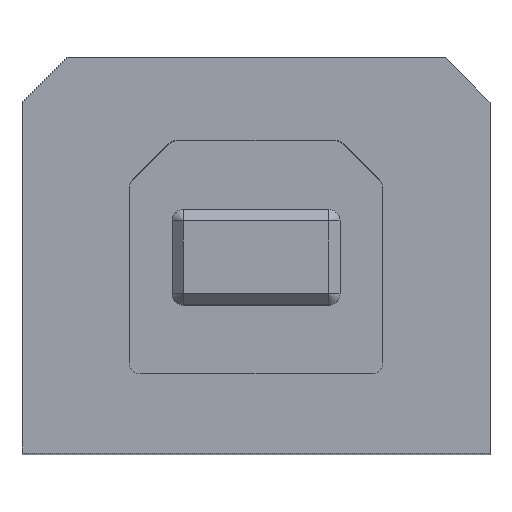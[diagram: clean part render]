
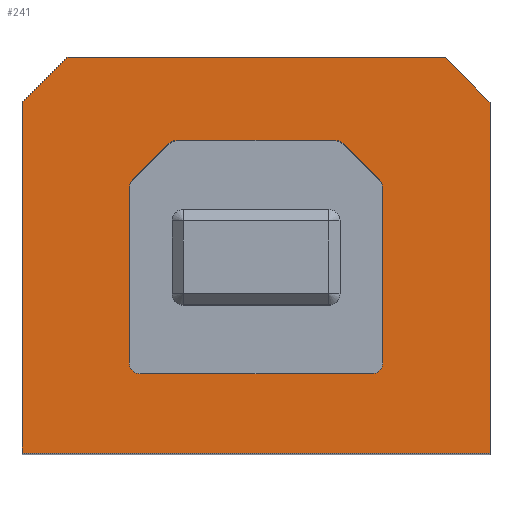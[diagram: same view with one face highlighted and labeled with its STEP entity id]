
A CAD part, top view. The second image highlights one B-rep face of the part: STEP entity #241.
In plain terms, the highlighted planar face has unit normal (0, 0, 1).
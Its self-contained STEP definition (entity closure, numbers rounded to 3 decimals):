
#107=AXIS2_PLACEMENT_3D('Plane Axis2P3D',#104,#105,#106) ;
#168=AXIS2_PLACEMENT_3D('Circle Axis2P3D',#166,#167,$) ;
#182=AXIS2_PLACEMENT_3D('Circle Axis2P3D',#180,#181,$) ;
#196=AXIS2_PLACEMENT_3D('Circle Axis2P3D',#194,#195,$) ;
#210=AXIS2_PLACEMENT_3D('Circle Axis2P3D',#208,#209,$) ;
#224=AXIS2_PLACEMENT_3D('Circle Axis2P3D',#222,#223,$) ;
#49=CARTESIAN_POINT('Vertex',(11.645,2.64,32.)) ;
#53=CARTESIAN_POINT('Control Point',(12.025,3.02,32.)) ;
#54=CARTESIAN_POINT('Control Point',(12.025,2.871,32.)) ;
#55=CARTESIAN_POINT('Control Point',(11.945,2.72,32.)) ;
#56=CARTESIAN_POINT('Control Point',(11.794,2.64,32.)) ;
#57=CARTESIAN_POINT('Control Point',(11.645,2.64,32.)) ;
#58=CARTESIAN_POINT('Vertex',(12.025,3.02,32.)) ;
#78=CARTESIAN_POINT('Line Origine',(12.025,5.929,32.)) ;
#82=CARTESIAN_POINT('Vertex',(12.025,8.838,32.)) ;
#104=CARTESIAN_POINT('Axis2P3D Location',(0.,0.,32.)) ;
#109=CARTESIAN_POINT('Line Origine',(0.,5.845,32.)) ;
#113=CARTESIAN_POINT('Vertex',(0.,11.69,32.)) ;
#115=CARTESIAN_POINT('Vertex',(0.,0.,32.)) ;
#118=CARTESIAN_POINT('Line Origine',(7.8,0.,32.)) ;
#122=CARTESIAN_POINT('Vertex',(15.6,0.,32.)) ;
#125=CARTESIAN_POINT('Line Origine',(15.6,5.845,32.)) ;
#129=CARTESIAN_POINT('Vertex',(15.6,11.69,32.)) ;
#132=CARTESIAN_POINT('Line Origine',(14.85,12.44,32.)) ;
#136=CARTESIAN_POINT('Vertex',(14.1,13.19,32.)) ;
#139=CARTESIAN_POINT('Line Origine',(7.8,13.19,32.)) ;
#143=CARTESIAN_POINT('Vertex',(1.5,13.19,32.)) ;
#146=CARTESIAN_POINT('Line Origine',(0.75,12.44,32.)) ;
#159=CARTESIAN_POINT('Line Origine',(7.8,2.64,32.)) ;
#163=CARTESIAN_POINT('Vertex',(3.955,2.64,32.)) ;
#166=CARTESIAN_POINT('Axis2P3D Location',(3.955,3.02,32.)) ;
#170=CARTESIAN_POINT('Vertex',(3.575,3.02,32.)) ;
#173=CARTESIAN_POINT('Line Origine',(3.575,5.929,32.)) ;
#177=CARTESIAN_POINT('Vertex',(3.575,8.838,32.)) ;
#180=CARTESIAN_POINT('Axis2P3D Location',(3.955,8.838,32.)) ;
#184=CARTESIAN_POINT('Vertex',(3.686,9.106,32.)) ;
#187=CARTESIAN_POINT('Line Origine',(4.288,9.708,32.)) ;
#191=CARTESIAN_POINT('Vertex',(4.889,10.309,32.)) ;
#194=CARTESIAN_POINT('Axis2P3D Location',(5.157,10.04,32.)) ;
#198=CARTESIAN_POINT('Vertex',(5.157,10.42,32.)) ;
#201=CARTESIAN_POINT('Line Origine',(7.8,10.42,32.)) ;
#205=CARTESIAN_POINT('Vertex',(10.443,10.42,32.)) ;
#208=CARTESIAN_POINT('Axis2P3D Location',(10.443,10.04,32.)) ;
#212=CARTESIAN_POINT('Vertex',(10.711,10.309,32.)) ;
#215=CARTESIAN_POINT('Line Origine',(11.312,9.708,32.)) ;
#219=CARTESIAN_POINT('Vertex',(11.914,9.106,32.)) ;
#222=CARTESIAN_POINT('Axis2P3D Location',(11.645,8.838,32.)) ;
#79=DIRECTION('Vector Direction',(0.,1.,0.)) ;
#105=DIRECTION('Axis2P3D Direction',(-0.,0.,1.)) ;
#106=DIRECTION('Axis2P3D XDirection',(1.,0.,0.)) ;
#110=DIRECTION('Vector Direction',(0.,1.,0.)) ;
#119=DIRECTION('Vector Direction',(1.,0.,0.)) ;
#126=DIRECTION('Vector Direction',(0.,-1.,0.)) ;
#133=DIRECTION('Vector Direction',(-0.707,0.707,0.)) ;
#140=DIRECTION('Vector Direction',(1.,0.,0.)) ;
#147=DIRECTION('Vector Direction',(-0.707,-0.707,0.)) ;
#160=DIRECTION('Vector Direction',(1.,0.,0.)) ;
#167=DIRECTION('Axis2P3D Direction',(-0.,0.,1.)) ;
#174=DIRECTION('Vector Direction',(0.,-1.,0.)) ;
#181=DIRECTION('Axis2P3D Direction',(-0.,0.,1.)) ;
#188=DIRECTION('Vector Direction',(0.707,0.707,0.)) ;
#195=DIRECTION('Axis2P3D Direction',(-0.,0.,1.)) ;
#202=DIRECTION('Vector Direction',(-1.,0.,0.)) ;
#209=DIRECTION('Axis2P3D Direction',(-0.,0.,1.)) ;
#216=DIRECTION('Vector Direction',(0.707,-0.707,0.)) ;
#223=DIRECTION('Axis2P3D Direction',(-0.,0.,1.)) ;
#80=VECTOR('Line Direction',#79,1.) ;
#111=VECTOR('Line Direction',#110,1.) ;
#120=VECTOR('Line Direction',#119,1.) ;
#127=VECTOR('Line Direction',#126,1.) ;
#134=VECTOR('Line Direction',#133,1.) ;
#141=VECTOR('Line Direction',#140,1.) ;
#148=VECTOR('Line Direction',#147,1.) ;
#161=VECTOR('Line Direction',#160,1.) ;
#175=VECTOR('Line Direction',#174,1.) ;
#189=VECTOR('Line Direction',#188,1.) ;
#203=VECTOR('Line Direction',#202,1.) ;
#217=VECTOR('Line Direction',#216,1.) ;
#152=ORIENTED_EDGE('',*,*,#117,.T.) ;
#153=ORIENTED_EDGE('',*,*,#124,.T.) ;
#154=ORIENTED_EDGE('',*,*,#131,.T.) ;
#155=ORIENTED_EDGE('',*,*,#138,.T.) ;
#156=ORIENTED_EDGE('',*,*,#145,.T.) ;
#157=ORIENTED_EDGE('',*,*,#150,.T.) ;
#228=ORIENTED_EDGE('',*,*,#84,.F.) ;
#229=ORIENTED_EDGE('',*,*,#60,.F.) ;
#230=ORIENTED_EDGE('',*,*,#165,.F.) ;
#231=ORIENTED_EDGE('',*,*,#172,.F.) ;
#232=ORIENTED_EDGE('',*,*,#179,.F.) ;
#233=ORIENTED_EDGE('',*,*,#186,.F.) ;
#234=ORIENTED_EDGE('',*,*,#193,.F.) ;
#235=ORIENTED_EDGE('',*,*,#200,.F.) ;
#236=ORIENTED_EDGE('',*,*,#207,.F.) ;
#237=ORIENTED_EDGE('',*,*,#214,.F.) ;
#238=ORIENTED_EDGE('',*,*,#221,.F.) ;
#239=ORIENTED_EDGE('',*,*,#226,.F.) ;
#240=FACE_BOUND('',#227,.T.) ;
#241=ADVANCED_FACE('UNTERTEIL',(#158,#240),#108,.T.) ;
#52=B_SPLINE_CURVE_WITH_KNOTS('',4,(#53,#54,#55,#56,#57),.UNSPECIFIED.,.F.,.U.,(5,5),(-0.298,0.298),.UNSPECIFIED.) ;
#169=CIRCLE('generated circle',#168,0.38) ;
#183=CIRCLE('generated circle',#182,0.38) ;
#197=CIRCLE('generated circle',#196,0.38) ;
#211=CIRCLE('generated circle',#210,0.38) ;
#225=CIRCLE('generated circle',#224,0.38) ;
#60=EDGE_CURVE('',#50,#59,#52,.F.) ;
#84=EDGE_CURVE('',#59,#83,#81,.T.) ;
#117=EDGE_CURVE('',#114,#116,#112,.F.) ;
#124=EDGE_CURVE('',#116,#123,#121,.T.) ;
#131=EDGE_CURVE('',#123,#130,#128,.F.) ;
#138=EDGE_CURVE('',#130,#137,#135,.T.) ;
#145=EDGE_CURVE('',#137,#144,#142,.F.) ;
#150=EDGE_CURVE('',#144,#114,#149,.T.) ;
#165=EDGE_CURVE('',#164,#50,#162,.T.) ;
#172=EDGE_CURVE('',#171,#164,#169,.T.) ;
#179=EDGE_CURVE('',#178,#171,#176,.T.) ;
#186=EDGE_CURVE('',#185,#178,#183,.T.) ;
#193=EDGE_CURVE('',#192,#185,#190,.F.) ;
#200=EDGE_CURVE('',#199,#192,#197,.T.) ;
#207=EDGE_CURVE('',#206,#199,#204,.T.) ;
#214=EDGE_CURVE('',#213,#206,#211,.T.) ;
#221=EDGE_CURVE('',#220,#213,#218,.F.) ;
#226=EDGE_CURVE('',#83,#220,#225,.T.) ;
#151=EDGE_LOOP('',(#152,#153,#154,#155,#156,#157)) ;
#227=EDGE_LOOP('',(#228,#229,#230,#231,#232,#233,#234,#235,#236,#237,#238,#239)) ;
#158=FACE_OUTER_BOUND('',#151,.T.) ;
#81=LINE('Line',#78,#80) ;
#112=LINE('Line',#109,#111) ;
#121=LINE('Line',#118,#120) ;
#128=LINE('Line',#125,#127) ;
#135=LINE('Line',#132,#134) ;
#142=LINE('Line',#139,#141) ;
#149=LINE('Line',#146,#148) ;
#162=LINE('Line',#159,#161) ;
#176=LINE('Line',#173,#175) ;
#190=LINE('Line',#187,#189) ;
#204=LINE('Line',#201,#203) ;
#218=LINE('Line',#215,#217) ;
#108=PLANE('',#107) ;
#50=VERTEX_POINT('',#49) ;
#59=VERTEX_POINT('',#58) ;
#83=VERTEX_POINT('',#82) ;
#114=VERTEX_POINT('',#113) ;
#116=VERTEX_POINT('',#115) ;
#123=VERTEX_POINT('',#122) ;
#130=VERTEX_POINT('',#129) ;
#137=VERTEX_POINT('',#136) ;
#144=VERTEX_POINT('',#143) ;
#164=VERTEX_POINT('',#163) ;
#171=VERTEX_POINT('',#170) ;
#178=VERTEX_POINT('',#177) ;
#185=VERTEX_POINT('',#184) ;
#192=VERTEX_POINT('',#191) ;
#199=VERTEX_POINT('',#198) ;
#206=VERTEX_POINT('',#205) ;
#213=VERTEX_POINT('',#212) ;
#220=VERTEX_POINT('',#219) ;
